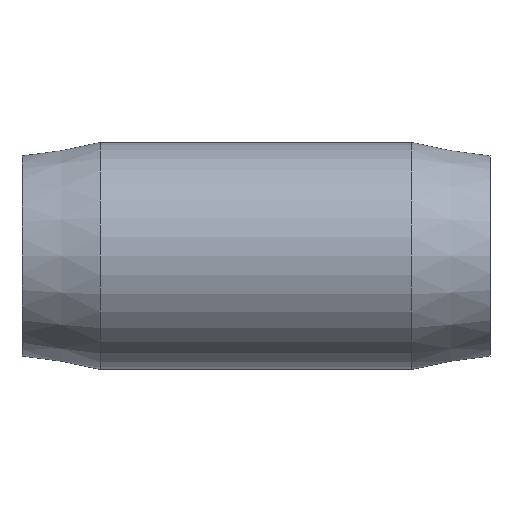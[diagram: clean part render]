
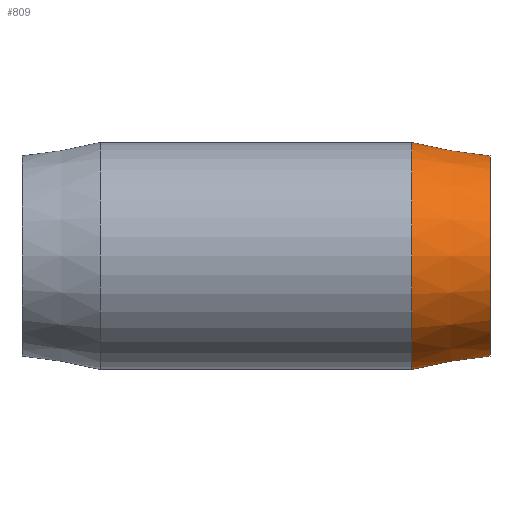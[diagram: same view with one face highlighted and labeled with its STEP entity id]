
A CAD part, front view. The second image highlights one B-rep face of the part: STEP entity #809.
In plain terms, the highlighted conical face has half-angle 9.838 degrees and reference radius 19.75 mm.
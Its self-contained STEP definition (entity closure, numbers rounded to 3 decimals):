
#20=B_SPLINE_CURVE_WITH_KNOTS('',3,(#1415,#1416,#1417,#1418,#1419,#1420,
#1421,#1422,#1423,#1424,#1425,#1426,#1427,#1428,#1429,#1430,#1431,#1432,
#1433,#1434,#1435,#1436,#1437),.UNSPECIFIED.,.F.,.F.,(4,3,2,2,2,2,2,2,2,
2,4),(-0.053,0.,0.288,0.576,0.866,
1.157,1.448,1.738,2.026,2.314,
2.367),.UNSPECIFIED.);
#41=CONICAL_SURFACE('',#908,19.75,0.172);
#79=CIRCLE('',#909,18.5);
#80=CIRCLE('',#910,21.);
#81=CIRCLE('',#911,21.);
#147=FACE_OUTER_BOUND('',#204,.T.);
#204=EDGE_LOOP('',(#681,#682,#683,#684,#685,#686));
#270=LINE('',#1486,#325);
#325=VECTOR('',#1129,19.75);
#379=VERTEX_POINT('',#1402);
#381=VERTEX_POINT('',#1414);
#391=VERTEX_POINT('',#1483);
#392=VERTEX_POINT('',#1485);
#474=EDGE_CURVE('',#381,#379,#20,.T.);
#492=EDGE_CURVE('',#391,#391,#79,.T.);
#493=EDGE_CURVE('',#391,#392,#270,.T.);
#494=EDGE_CURVE('',#392,#381,#80,.T.);
#495=EDGE_CURVE('',#379,#392,#81,.T.);
#681=ORIENTED_EDGE('',*,*,#492,.F.);
#682=ORIENTED_EDGE('',*,*,#493,.T.);
#683=ORIENTED_EDGE('',*,*,#494,.T.);
#684=ORIENTED_EDGE('',*,*,#474,.T.);
#685=ORIENTED_EDGE('',*,*,#495,.T.);
#686=ORIENTED_EDGE('',*,*,#493,.F.);
#809=ADVANCED_FACE('',(#147),#41,.T.);
#908=AXIS2_PLACEMENT_3D('',#1482,#1125,#1126);
#909=AXIS2_PLACEMENT_3D('',#1484,#1127,#1128);
#910=AXIS2_PLACEMENT_3D('',#1487,#1130,#1131);
#911=AXIS2_PLACEMENT_3D('',#1488,#1132,#1133);
#1125=DIRECTION('center_axis',(-1.,0.,0.));
#1126=DIRECTION('ref_axis',(0.,1.,0.));
#1127=DIRECTION('center_axis',(1.,0.,0.));
#1128=DIRECTION('ref_axis',(0.,0.,-1.));
#1129=DIRECTION('',(-0.985,-0.171,0.));
#1130=DIRECTION('center_axis',(1.,0.,0.));
#1131=DIRECTION('ref_axis',(0.,0.,-1.));
#1132=DIRECTION('center_axis',(1.,0.,0.));
#1133=DIRECTION('ref_axis',(0.,0.,-1.));
#1402=CARTESIAN_POINT('',(28.583,19.416,8.));
#1414=CARTESIAN_POINT('',(28.583,19.416,-8.));
#1415=CARTESIAN_POINT('Ctrl Pts',(28.583,19.416,-8.));
#1416=CARTESIAN_POINT('Ctrl Pts',(28.761,19.383,-8.));
#1417=CARTESIAN_POINT('Ctrl Pts',(28.937,19.353,-7.994));
#1418=CARTESIAN_POINT('Ctrl Pts',(29.112,19.325,-7.983));
#1419=CARTESIAN_POINT('Ctrl Pts',(30.058,19.173,-7.92));
#1420=CARTESIAN_POINT('Ctrl Pts',(31.065,19.089,-7.673));
#1421=CARTESIAN_POINT('Ctrl Pts',(32.91,19.076,-6.806));
#1422=CARTESIAN_POINT('Ctrl Pts',(33.746,19.142,-6.185));
#1423=CARTESIAN_POINT('Ctrl Pts',(35.065,19.303,-4.788));
#1424=CARTESIAN_POINT('Ctrl Pts',(35.637,19.41,-3.911));
#1425=CARTESIAN_POINT('Ctrl Pts',(36.397,19.566,-2.002));
#1426=CARTESIAN_POINT('Ctrl Pts',(36.583,19.613,-0.968));
#1427=CARTESIAN_POINT('Ctrl Pts',(36.583,19.613,0.968));
#1428=CARTESIAN_POINT('Ctrl Pts',(36.397,19.566,2.002));
#1429=CARTESIAN_POINT('Ctrl Pts',(35.637,19.41,3.911));
#1430=CARTESIAN_POINT('Ctrl Pts',(35.065,19.303,4.788));
#1431=CARTESIAN_POINT('Ctrl Pts',(33.746,19.142,6.185));
#1432=CARTESIAN_POINT('Ctrl Pts',(32.91,19.076,6.806));
#1433=CARTESIAN_POINT('Ctrl Pts',(31.065,19.089,7.673));
#1434=CARTESIAN_POINT('Ctrl Pts',(30.058,19.173,7.92));
#1435=CARTESIAN_POINT('Ctrl Pts',(28.937,19.353,7.994));
#1436=CARTESIAN_POINT('Ctrl Pts',(28.761,19.383,8.));
#1437=CARTESIAN_POINT('Ctrl Pts',(28.583,19.416,8.));
#1482=CARTESIAN_POINT('Origin',(35.792,0.,0.));
#1483=CARTESIAN_POINT('',(43.,-18.5,0.));
#1484=CARTESIAN_POINT('Origin',(43.,0.,0.));
#1485=CARTESIAN_POINT('',(28.583,-21.,0.));
#1486=CARTESIAN_POINT('',(35.792,-19.75,0.));
#1487=CARTESIAN_POINT('Origin',(28.583,0.,0.));
#1488=CARTESIAN_POINT('Origin',(28.583,0.,0.));
